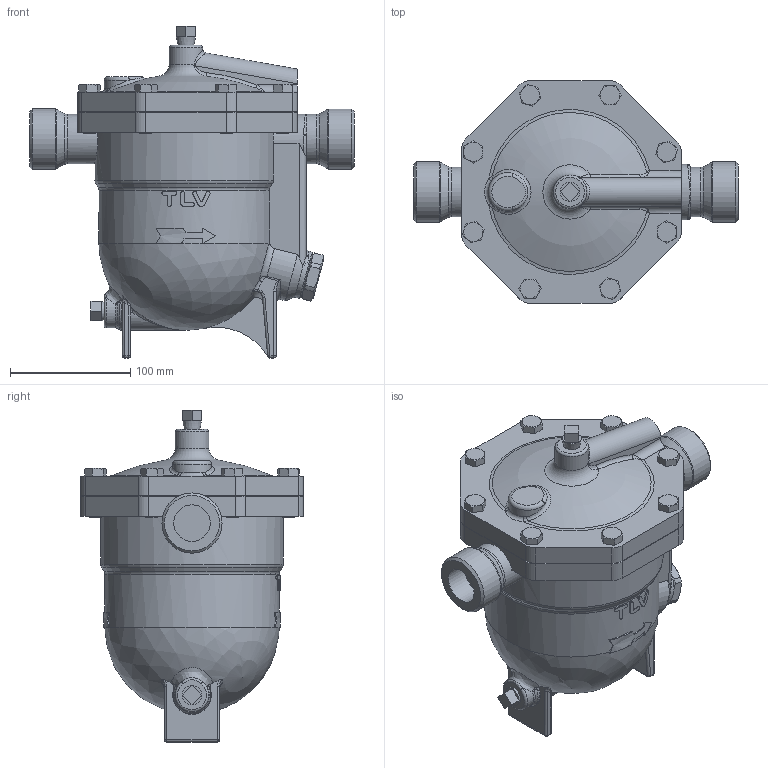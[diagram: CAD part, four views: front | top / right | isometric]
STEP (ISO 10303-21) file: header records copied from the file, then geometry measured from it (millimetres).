
FILE_DESCRIPTION((''),'2;1');
FILE_NAME('j7x00-025-screw-00.stp','2014-02-18T10:58:10',('nakaot'),(''),'Autodesk Inventor 2012','Autodesk Inventor 2012','');
FILE_SCHEMA(('AUTOMOTIVE_DESIGN { 1 0 10303 214 1 1 1 1 }'));
Length unit declared in the file: millimetre
Products named in the file (1): j7x00-025-screw-00
Bounding box: 270 x 185 x 276 mm (x, y, z)
Volume: 3868597.9 mm3; surface area: 211933.3 mm2
Topology: 1 solids, 1 shells, 440 faces, 1069 edges, 654 vertices
Faces by surface type: plane 167, cylinder 98, bspline 78, cone 60, torus 27, sphere 10
Full cylindrical faces by diameter (mm): 10 x16, 12 x8, 28 x1, 30.291 x2, 40 x1, 41 x2, 50 x2, 150 x1
Entity records: 19854 total; most frequent: CARTESIAN_POINT 10623, ORIENTED_EDGE 1984, DIRECTION 1731, EDGE_CURVE 992, AXIS2_PLACEMENT_3D 707, VERTEX_POINT 636, EDGE_LOOP 538, FACE_OUTER_BOUND 440
